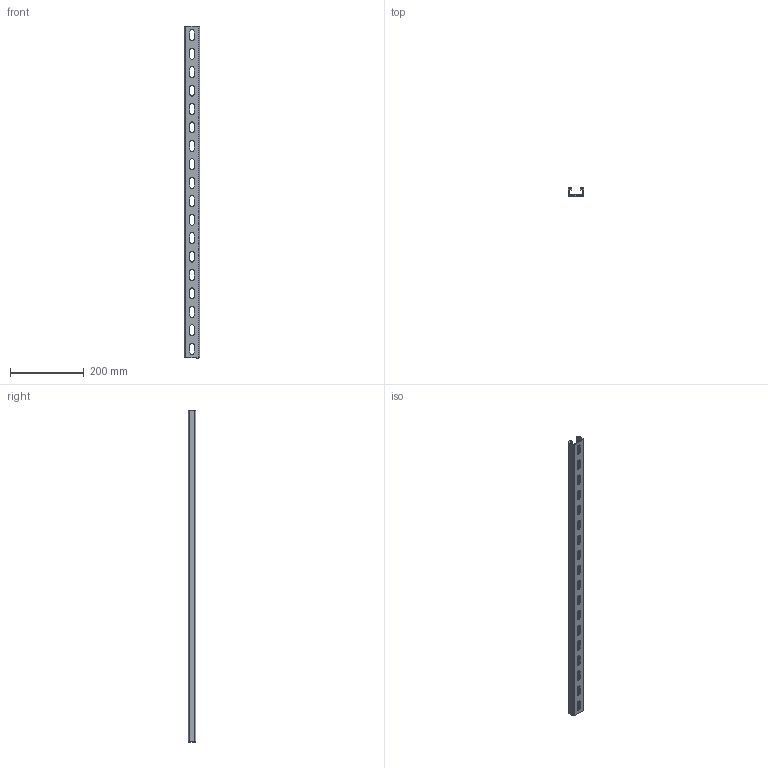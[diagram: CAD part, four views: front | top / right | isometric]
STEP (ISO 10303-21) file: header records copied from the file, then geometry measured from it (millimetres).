
FILE_DESCRIPTION (( 'STEP AP203' ), '1' );
FILE_NAME ('STRUT-镳铘桦黖h21-900.step', '2022-01-25T09:34:29', ( '' ), ( '' ), 'SwSTEP 2.0', 'SolidWorks 2017', '' );
FILE_SCHEMA (( 'CONFIG_CONTROL_DESIGN' ));
Length unit declared in the file: millimetre
Products named in the file (1): STRUT-镳铘桦黖h21-900
Bounding box: 41 x 21 x 900 mm (x, y, z)
Volume: 163545.5 mm3; surface area: 173985.2 mm2
Topology: 1 solids, 1 shells, 1534 faces, 4596 edges, 3064 vertices
Faces by surface type: plane 1492, cylinder 42
Entity records: 50813 total; most frequent: CARTESIAN_POINT 9195, ORIENTED_EDGE 9192, DIRECTION 7750, EDGE_CURVE 4596, VECTOR 4512, LINE 4512, VERTEX_POINT 3064, AXIS2_PLACEMENT_3D 1619
